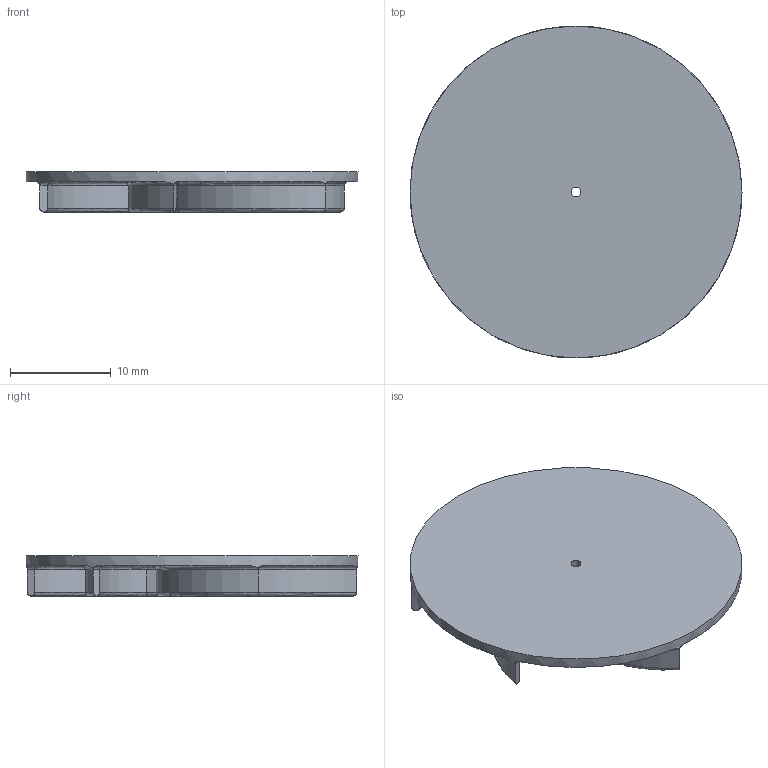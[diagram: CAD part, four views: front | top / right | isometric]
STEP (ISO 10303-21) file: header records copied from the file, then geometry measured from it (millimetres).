
FILE_DESCRIPTION(/* description */ (''),/* implementation_level */ '2;1');
FILE_NAME(/* name */ 'fan-concreate-v2-4.stp',/* time_stamp */ '2025-01-29T01:30:08+09:00',/* author */ ('IshiiLabHonda'),/* organization */ (''),/* preprocessor_version */ 'ST-DEVELOPER v19.2',/* originating_system */ 'Autodesk Inventor 2023',/* authorisation */ '');
FILE_SCHEMA (('AUTOMOTIVE_DESIGN { 1 0 10303 214 3 1 1 }'));
Length unit declared in the file: millimetre
Products named in the file (1): fan-concreate
Bounding box: 33 x 33 x 4 mm (x, y, z)
Volume: 1138.2 mm3; surface area: 2387.1 mm2
Topology: 1 solids, 1 shells, 68 faces, 186 edges, 127 vertices
Faces by surface type: torus 26, cylinder 21, plane 21
Full cylindrical faces by diameter (mm): 0.98 x1, 3 x1, 33 x1
Entity records: 2645 total; most frequent: CARTESIAN_POINT 956, ORIENTED_EDGE 352, DIRECTION 327, EDGE_CURVE 176, AXIS2_PLACEMENT_3D 141, VERTEX_POINT 111, CIRCLE 72, EDGE_LOOP 71
